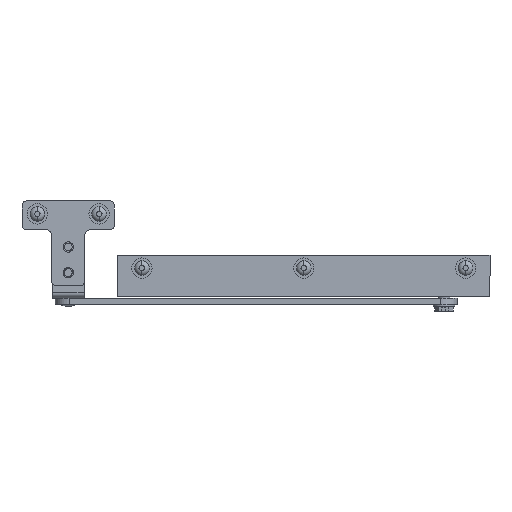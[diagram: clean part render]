
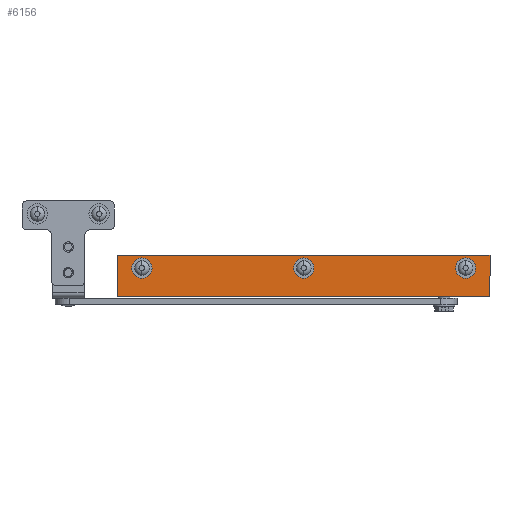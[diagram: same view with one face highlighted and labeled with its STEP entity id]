
A CAD part, front view. The second image highlights one B-rep face of the part: STEP entity #6156.
In plain terms, the highlighted planar face has unit normal (0, -1, 0).
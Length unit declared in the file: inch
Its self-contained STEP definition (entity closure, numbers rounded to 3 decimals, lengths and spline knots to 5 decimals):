
#108 = DIRECTION ( 'NONE',  ( 0., -1., 0. ) ) ;
#686 = DIRECTION ( 'NONE',  ( 1., 0., 0. ) ) ;
#760 = CARTESIAN_POINT ( 'NONE',  ( -3.93825, 0., 0.813 ) ) ;
#1011 = VERTEX_POINT ( 'NONE', #760 ) ;
#1076 = CARTESIAN_POINT ( 'NONE',  ( -3.93825, 0., 0.688 ) ) ;
#1095 = CARTESIAN_POINT ( 'NONE',  ( -0.00025, 0., 0.563 ) ) ;
#1153 = DIRECTION ( 'NONE',  ( 0., -1., 0. ) ) ;
#1224 = DIRECTION ( 'NONE',  ( 0., 0., -1. ) ) ;
#1258 = ORIENTED_EDGE ( 'NONE', *, *, #8434, .F. ) ;
#1297 = ORIENTED_EDGE ( 'NONE', *, *, #2778, .F. ) ;
#1413 = LINE ( 'NONE', #6352, #12029 ) ;
#1429 = VERTEX_POINT ( 'NONE', #1095 ) ;
#1550 = EDGE_CURVE ( 'NONE', #12043, #12804, #8364, .T. ) ;
#1554 = CARTESIAN_POINT ( 'NONE',  ( 4.531, 0., 1. ) ) ;
#2161 = DIRECTION ( 'NONE',  ( 0., 0., 1. ) ) ;
#2628 = VECTOR ( 'NONE', #9470, 39.37008 ) ;
#2778 = EDGE_CURVE ( 'NONE', #3052, #1429, #10165, .T. ) ;
#2828 = CARTESIAN_POINT ( 'NONE',  ( 3.93775, 0., 0.813 ) ) ;
#3052 = VERTEX_POINT ( 'NONE', #4645 ) ;
#3066 = DIRECTION ( 'NONE',  ( 0., -1., 0. ) ) ;
#3205 = AXIS2_PLACEMENT_3D ( 'NONE', #10147, #108, #10003 ) ;
#3207 = CARTESIAN_POINT ( 'NONE',  ( 4.531, 0., 0. ) ) ;
#3243 = VERTEX_POINT ( 'NONE', #5159 ) ;
#3345 = DIRECTION ( 'NONE',  ( 0., -1., 0. ) ) ;
#3479 = CARTESIAN_POINT ( 'NONE',  ( -3.93825, 0., 0.688 ) ) ;
#3741 = VECTOR ( 'NONE', #9642, 39.37008 ) ;
#3792 = CARTESIAN_POINT ( 'NONE',  ( 3.93775, 0., 0.688 ) ) ;
#3877 = EDGE_CURVE ( 'NONE', #5072, #13137, #12034, .T. ) ;
#4645 = CARTESIAN_POINT ( 'NONE',  ( -0.00025, 0., 0.813 ) ) ;
#4665 = AXIS2_PLACEMENT_3D ( 'NONE', #3207, #6611, #2161 ) ;
#4739 = VECTOR ( 'NONE', #13436, 39.37008 ) ;
#4781 = AXIS2_PLACEMENT_3D ( 'NONE', #6659, #8875, #7940 ) ;
#4832 = FACE_BOUND ( 'NONE', #6855, .T. ) ;
#5072 = VERTEX_POINT ( 'NONE', #9912 ) ;
#5159 = CARTESIAN_POINT ( 'NONE',  ( -3.93825, 0., 0.563 ) ) ;
#5606 = AXIS2_PLACEMENT_3D ( 'NONE', #1076, #1153, #14372 ) ;
#6028 = VERTEX_POINT ( 'NONE', #10848 ) ;
#6067 = DIRECTION ( 'NONE',  ( 0., 0., -1. ) ) ;
#6156 = ADVANCED_FACE ( 'NONE', ( #6404, #10403, #4832, #9177 ), #6658, .F. ) ;
#6177 = DIRECTION ( 'NONE',  ( 0., -1., 0. ) ) ;
#6289 = EDGE_LOOP ( 'NONE', ( #1258, #8602, #14424, #11854 ) ) ;
#6352 = CARTESIAN_POINT ( 'NONE',  ( 4.531, 0., 1. ) ) ;
#6376 = DIRECTION ( 'NONE',  ( 0., 0., -1. ) ) ;
#6404 = FACE_OUTER_BOUND ( 'NONE', #6289, .T. ) ;
#6532 = EDGE_CURVE ( 'NONE', #14411, #12043, #1413, .T. ) ;
#6611 = DIRECTION ( 'NONE',  ( 0., 1., 0. ) ) ;
#6658 = PLANE ( 'NONE',  #4665 ) ;
#6659 = CARTESIAN_POINT ( 'NONE',  ( -0.00025, 0., 0.688 ) ) ;
#6855 = EDGE_LOOP ( 'NONE', ( #9262, #13950 ) ) ;
#7361 = CIRCLE ( 'NONE', #10673, 0.125 ) ;
#7563 = EDGE_LOOP ( 'NONE', ( #12488, #1297 ) ) ;
#7587 = EDGE_CURVE ( 'NONE', #13137, #5072, #7361, .T. ) ;
#7737 = LINE ( 'NONE', #12892, #3741 ) ;
#7940 = DIRECTION ( 'NONE',  ( 0., 0., -1. ) ) ;
#7973 = CARTESIAN_POINT ( 'NONE',  ( 4.531, 0., 0. ) ) ;
#8034 = ORIENTED_EDGE ( 'NONE', *, *, #11399, .F. ) ;
#8364 = LINE ( 'NONE', #10631, #2628 ) ;
#8434 = EDGE_CURVE ( 'NONE', #12804, #6028, #10479, .T. ) ;
#8602 = ORIENTED_EDGE ( 'NONE', *, *, #1550, .F. ) ;
#8875 = DIRECTION ( 'NONE',  ( 0., -1., 0. ) ) ;
#9013 = CIRCLE ( 'NONE', #5606, 0.125 ) ;
#9177 = FACE_BOUND ( 'NONE', #12128, .T. ) ;
#9262 = ORIENTED_EDGE ( 'NONE', *, *, #3877, .F. ) ;
#9470 = DIRECTION ( 'NONE',  ( 0., 0., -1. ) ) ;
#9642 = DIRECTION ( 'NONE',  ( 0., 0., 1. ) ) ;
#9868 = AXIS2_PLACEMENT_3D ( 'NONE', #3479, #3345, #1224 ) ;
#9912 = CARTESIAN_POINT ( 'NONE',  ( 3.93775, 0., 0.563 ) ) ;
#10003 = DIRECTION ( 'NONE',  ( 0., 0., -1. ) ) ;
#10147 = CARTESIAN_POINT ( 'NONE',  ( 3.93775, 0., 0.688 ) ) ;
#10165 = CIRCLE ( 'NONE', #10460, 0.125 ) ;
#10403 = FACE_BOUND ( 'NONE', #7563, .T. ) ;
#10460 = AXIS2_PLACEMENT_3D ( 'NONE', #13024, #3066, #6376 ) ;
#10479 = LINE ( 'NONE', #11194, #4739 ) ;
#10631 = CARTESIAN_POINT ( 'NONE',  ( 4.531, 0., 0. ) ) ;
#10673 = AXIS2_PLACEMENT_3D ( 'NONE', #3792, #6177, #6067 ) ;
#10692 = EDGE_CURVE ( 'NONE', #3243, #1011, #12661, .T. ) ;
#10848 = CARTESIAN_POINT ( 'NONE',  ( -4.5315, 0., 0. ) ) ;
#11194 = CARTESIAN_POINT ( 'NONE',  ( 4.531, 0., 0. ) ) ;
#11399 = EDGE_CURVE ( 'NONE', #1011, #3243, #9013, .T. ) ;
#11723 = CARTESIAN_POINT ( 'NONE',  ( -4.5315, 0., 1. ) ) ;
#11854 = ORIENTED_EDGE ( 'NONE', *, *, #14420, .F. ) ;
#12029 = VECTOR ( 'NONE', #686, 39.37008 ) ;
#12034 = CIRCLE ( 'NONE', #3205, 0.125 ) ;
#12043 = VERTEX_POINT ( 'NONE', #1554 ) ;
#12128 = EDGE_LOOP ( 'NONE', ( #12609, #8034 ) ) ;
#12433 = EDGE_CURVE ( 'NONE', #1429, #3052, #12463, .T. ) ;
#12463 = CIRCLE ( 'NONE', #4781, 0.125 ) ;
#12488 = ORIENTED_EDGE ( 'NONE', *, *, #12433, .F. ) ;
#12609 = ORIENTED_EDGE ( 'NONE', *, *, #10692, .F. ) ;
#12661 = CIRCLE ( 'NONE', #9868, 0.125 ) ;
#12804 = VERTEX_POINT ( 'NONE', #7973 ) ;
#12892 = CARTESIAN_POINT ( 'NONE',  ( -4.5315, 0., 0. ) ) ;
#13024 = CARTESIAN_POINT ( 'NONE',  ( -0.00025, 0., 0.688 ) ) ;
#13137 = VERTEX_POINT ( 'NONE', #2828 ) ;
#13436 = DIRECTION ( 'NONE',  ( -1., 0., 0. ) ) ;
#13950 = ORIENTED_EDGE ( 'NONE', *, *, #7587, .F. ) ;
#14372 = DIRECTION ( 'NONE',  ( 0., 0., -1. ) ) ;
#14411 = VERTEX_POINT ( 'NONE', #11723 ) ;
#14420 = EDGE_CURVE ( 'NONE', #6028, #14411, #7737, .T. ) ;
#14424 = ORIENTED_EDGE ( 'NONE', *, *, #6532, .F. ) ;
